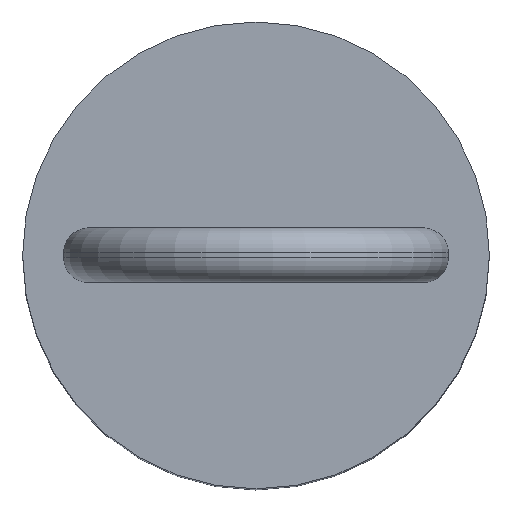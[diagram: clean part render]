
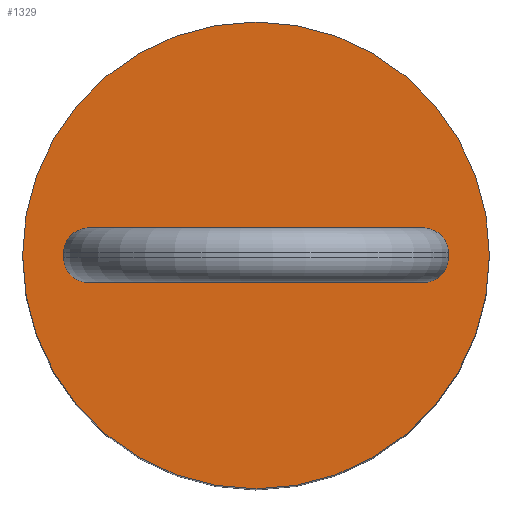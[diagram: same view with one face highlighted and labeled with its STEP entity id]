
A CAD part, top view. The second image highlights one B-rep face of the part: STEP entity #1329.
In plain terms, the highlighted planar face has unit normal (0, 0, 1).
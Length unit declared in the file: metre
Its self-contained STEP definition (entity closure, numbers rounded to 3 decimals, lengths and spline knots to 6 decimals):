
#91=CIRCLE('',#1444,0.000125);
#92=CIRCLE('',#1445,0.000125);
#93=CIRCLE('',#1446,0.00107);
#209=ORIENTED_EDGE('',*,*,#621,.F.);
#210=ORIENTED_EDGE('',*,*,#622,.T.);
#211=ORIENTED_EDGE('',*,*,#623,.T.);
#212=ORIENTED_EDGE('',*,*,#624,.T.);
#213=ORIENTED_EDGE('',*,*,#625,.T.);
#621=EDGE_CURVE('',#827,#828,#949,.T.);
#622=EDGE_CURVE('',#827,#829,#91,.T.);
#623=EDGE_CURVE('',#829,#830,#950,.T.);
#624=EDGE_CURVE('',#830,#828,#92,.T.);
#625=EDGE_CURVE('',#831,#831,#93,.T.);
#827=VERTEX_POINT('',#2160);
#828=VERTEX_POINT('',#2161);
#829=VERTEX_POINT('',#2163);
#830=VERTEX_POINT('',#2165);
#831=VERTEX_POINT('',#2168);
#949=LINE('',#2159,#1037);
#950=LINE('',#2164,#1038);
#1037=VECTOR('',#1655,1.);
#1038=VECTOR('',#1658,1.);
#1125=EDGE_LOOP('',(#209,#210,#211,#212));
#1126=EDGE_LOOP('',(#213));
#1217=FACE_BOUND('',#1125,.T.);
#1218=FACE_BOUND('',#1126,.T.);
#1309=PLANE('',#1443);
#1329=ADVANCED_FACE('',(#1217,#1218),#1309,.F.);
#1443=AXIS2_PLACEMENT_3D('',#2158,#1653,#1654);
#1444=AXIS2_PLACEMENT_3D('',#2162,#1656,#1657);
#1445=AXIS2_PLACEMENT_3D('',#2166,#1659,#1660);
#1446=AXIS2_PLACEMENT_3D('',#2167,#1661,#1662);
#1653=DIRECTION('',(0.,0.,-1.));
#1654=DIRECTION('',(-1.,0.,0.));
#1655=DIRECTION('',(1.,0.,0.));
#1656=DIRECTION('',(0.,0.,-1.));
#1657=DIRECTION('',(-1.,0.,0.));
#1658=DIRECTION('',(1.,0.,0.));
#1659=DIRECTION('',(0.,0.,-1.));
#1660=DIRECTION('',(-1.,0.,0.));
#1661=DIRECTION('',(0.,0.,1.));
#1662=DIRECTION('',(1.,0.,0.));
#2158=CARTESIAN_POINT('',(-0.000535,0.,0.00305));
#2159=CARTESIAN_POINT('',(-0.000535,-0.000125,0.00305));
#2160=CARTESIAN_POINT('',(-0.000375,-0.000125,0.00305));
#2161=CARTESIAN_POINT('',(0.000375,-0.000125,0.00305));
#2162=CARTESIAN_POINT('',(-0.000375,0.,0.00305));
#2163=CARTESIAN_POINT('',(-0.000375,0.000125,0.00305));
#2164=CARTESIAN_POINT('',(-0.000535,0.000125,0.00305));
#2165=CARTESIAN_POINT('',(0.000375,0.000125,0.00305));
#2166=CARTESIAN_POINT('',(0.000375,0.,0.00305));
#2167=CARTESIAN_POINT('',(0.,0.,0.00305));
#2168=CARTESIAN_POINT('',(0.00107,0.,0.00305));
